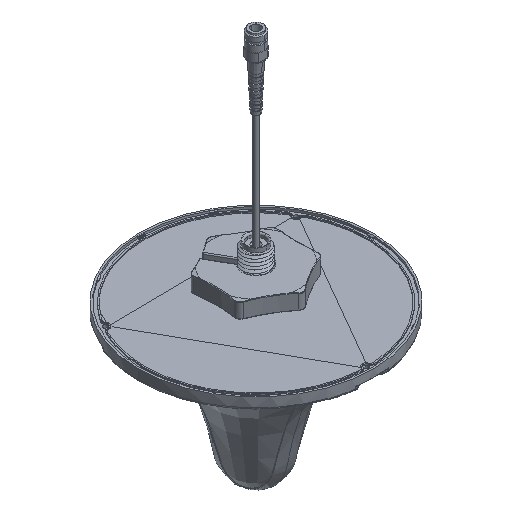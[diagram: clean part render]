
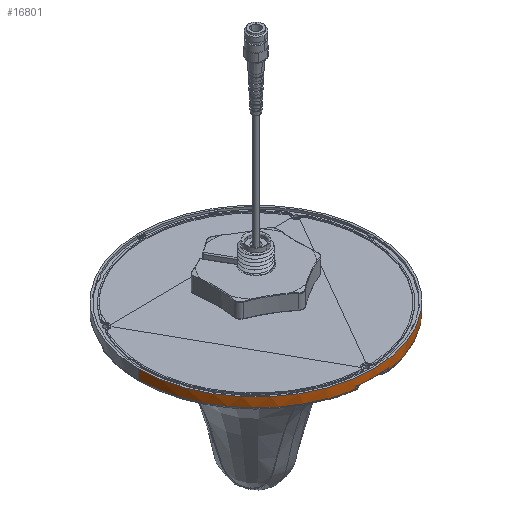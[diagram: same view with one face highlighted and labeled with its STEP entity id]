
A CAD part, isometric view. The second image highlights one B-rep face of the part: STEP entity #16801.
In plain terms, the highlighted conical face has half-angle 1.3 degrees and reference radius 112.297 mm.
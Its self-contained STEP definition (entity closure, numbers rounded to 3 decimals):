
#443 = B_SPLINE_CURVE_WITH_KNOTS ( 'NONE', 3,
 ( #6070, #17474, #33174, #2548 ),
 .UNSPECIFIED., .F., .F.,
 ( 4, 4 ),
 ( 0., 1. ),
 .UNSPECIFIED. ) ;
#603 = CARTESIAN_POINT ( 'NONE',  ( 37.129, -106.024, 5.772 ) ) ;
#642 = EDGE_CURVE ( 'NONE', #1239, #21130, #8040, .T. ) ;
#959 = CARTESIAN_POINT ( 'NONE',  ( -15.633, -111.269, 7.889 ) ) ;
#1239 = VERTEX_POINT ( 'NONE', #18820 ) ;
#1394 = CARTESIAN_POINT ( 'NONE',  ( 37.133, -106.027, 5.99 ) ) ;
#2425 = VERTEX_POINT ( 'NONE', #24099 ) ;
#2548 = CARTESIAN_POINT ( 'NONE',  ( -37.03, -106.024, 5.772 ) ) ;
#3668 = DIRECTION ( 'NONE',  ( 1., 0., 0. ) ) ;
#4005 = CARTESIAN_POINT ( 'NONE',  ( 15.731, -111.269, 7.889 ) ) ;
#4147 = EDGE_CURVE ( 'NONE', #11926, #10614, #29800, .T. ) ;
#4406 = CARTESIAN_POINT ( 'NONE',  ( 0.049, 0., 5.99 ) ) ;
#4511 = CARTESIAN_POINT ( 'NONE',  ( -37.034, -106.027, 5.99 ) ) ;
#4730 = CARTESIAN_POINT ( 'NONE',  ( -112.248, 0., 4.76 ) ) ;
#5172 = CIRCLE ( 'NONE', #31068, 112.325 ) ;
#6051 = DIRECTION ( 'NONE',  ( 0., 0., 1. ) ) ;
#6070 = CARTESIAN_POINT ( 'NONE',  ( -37.034, -106.027, 5.99 ) ) ;
#7402 = EDGE_CURVE ( 'NONE', #17329, #11926, #38184, .T. ) ;
#7630 = DIRECTION ( 'NONE',  ( -1., 0., 0. ) ) ;
#8040 = LINE ( 'NONE', #4730, #31123 ) ;
#8133 = DIRECTION ( 'NONE',  ( 0., 0., 1. ) ) ;
#8850 = B_SPLINE_CURVE_WITH_KNOTS ( 'NONE', 3,
 ( #4005, #44152, #20613, #19450 ),
 .UNSPECIFIED., .F., .F.,
 ( 4, 4 ),
 ( 0., 1. ),
 .UNSPECIFIED. ) ;
#8928 = EDGE_CURVE ( 'NONE', #13397, #2425, #5172, .T. ) ;
#9361 = FACE_OUTER_BOUND ( 'NONE', #13551, .T. ) ;
#9450 = DIRECTION ( 'NONE',  ( 0., 0., 1. ) ) ;
#10274 = AXIS2_PLACEMENT_3D ( 'NONE', #18302, #9450, #48704 ) ;
#10399 = EDGE_CURVE ( 'NONE', #13397, #16427, #19095, .T. ) ;
#10448 = CIRCLE ( 'NONE', #38761, 112.325 ) ;
#10614 = VERTEX_POINT ( 'NONE', #17976 ) ;
#10853 = CARTESIAN_POINT ( 'NONE',  ( 112.347, 0., 4.76 ) ) ;
#11467 = AXIS2_PLACEMENT_3D ( 'NONE', #13144, #6051, #47858 ) ;
#11926 = VERTEX_POINT ( 'NONE', #31199 ) ;
#12044 = CIRCLE ( 'NONE', #24141, 112.32 ) ;
#12592 = CARTESIAN_POINT ( 'NONE',  ( -15.671, -111.231, 6.478 ) ) ;
#12687 = CIRCLE ( 'NONE', #10274, 112.534 ) ;
#13144 = CARTESIAN_POINT ( 'NONE',  ( 0.049, 0., 4.76 ) ) ;
#13397 = VERTEX_POINT ( 'NONE', #1394 ) ;
#13551 = EDGE_LOOP ( 'NONE', ( #20887, #43940, #17324, #14453, #43624, #26742, #48126, #18150, #29768, #23251, #40176, #19685 ) ) ;
#14216 = DIRECTION ( 'NONE',  ( 0., 0., 1. ) ) ;
#14453 = ORIENTED_EDGE ( 'NONE', *, *, #39757, .T. ) ;
#15162 = DIRECTION ( 'NONE',  ( 0.023, 0., 1. ) ) ;
#16314 = VECTOR ( 'NONE', #15162, 1000. ) ;
#16427 = VERTEX_POINT ( 'NONE', #603 ) ;
#16801 = ADVANCED_FACE ( 'NONE', ( #9361 ), #33337, .T. ) ;
#16997 = VERTEX_POINT ( 'NONE', #4511 ) ;
#17048 = DIRECTION ( 'NONE',  ( 0., 0., 1. ) ) ;
#17324 = ORIENTED_EDGE ( 'NONE', *, *, #43629, .T. ) ;
#17329 = VERTEX_POINT ( 'NONE', #45709 ) ;
#17474 = CARTESIAN_POINT ( 'NONE',  ( -37.033, -106.026, 5.917 ) ) ;
#17857 = CARTESIAN_POINT ( 'NONE',  ( 15.789, -111.212, 5.772 ) ) ;
#17976 = CARTESIAN_POINT ( 'NONE',  ( 15.731, -111.269, 7.889 ) ) ;
#18150 = ORIENTED_EDGE ( 'NONE', *, *, #19932, .T. ) ;
#18302 = CARTESIAN_POINT ( 'NONE',  ( 0.049, 0., 15.2 ) ) ;
#18820 = CARTESIAN_POINT ( 'NONE',  ( -112.276, 0., 5.99 ) ) ;
#19095 = B_SPLINE_CURVE_WITH_KNOTS ( 'NONE', 3,
 ( #20536, #32691, #48144, #32437 ),
 .UNSPECIFIED., .F., .F.,
 ( 4, 4 ),
 ( 0., 1. ),
 .UNSPECIFIED. ) ;
#19202 = DIRECTION ( 'NONE',  ( -0.023, 0., 1. ) ) ;
#19450 = CARTESIAN_POINT ( 'NONE',  ( 15.789, -111.212, 5.772 ) ) ;
#19685 = ORIENTED_EDGE ( 'NONE', *, *, #38601, .F. ) ;
#19932 = EDGE_CURVE ( 'NONE', #33398, #16427, #24012, .T. ) ;
#20536 = CARTESIAN_POINT ( 'NONE',  ( 37.133, -106.027, 5.99 ) ) ;
#20613 = CARTESIAN_POINT ( 'NONE',  ( 15.77, -111.231, 6.478 ) ) ;
#20887 = ORIENTED_EDGE ( 'NONE', *, *, #642, .F. ) ;
#21130 = VERTEX_POINT ( 'NONE', #42092 ) ;
#22335 = CARTESIAN_POINT ( 'NONE',  ( 0.049, 0., 5.99 ) ) ;
#23046 = CARTESIAN_POINT ( 'NONE',  ( -15.69, -111.212, 5.772 ) ) ;
#23251 = ORIENTED_EDGE ( 'NONE', *, *, #8928, .T. ) ;
#24012 = CIRCLE ( 'NONE', #49094, 112.32 ) ;
#24099 = CARTESIAN_POINT ( 'NONE',  ( 112.375, 0., 5.99 ) ) ;
#24141 = AXIS2_PLACEMENT_3D ( 'NONE', #26378, #8133, #7630 ) ;
#25274 = EDGE_CURVE ( 'NONE', #2425, #28983, #45559, .T. ) ;
#26378 = CARTESIAN_POINT ( 'NONE',  ( 0.049, 0., 5.772 ) ) ;
#26538 = EDGE_CURVE ( 'NONE', #10614, #33398, #8850, .T. ) ;
#26742 = ORIENTED_EDGE ( 'NONE', *, *, #4147, .T. ) ;
#28983 = VERTEX_POINT ( 'NONE', #29235 ) ;
#29235 = CARTESIAN_POINT ( 'NONE',  ( 112.584, 0., 15.2 ) ) ;
#29521 = CARTESIAN_POINT ( 'NONE',  ( 0.049, 0., 5.772 ) ) ;
#29768 = ORIENTED_EDGE ( 'NONE', *, *, #10399, .F. ) ;
#29800 = CIRCLE ( 'NONE', #33072, 112.369 ) ;
#31068 = AXIS2_PLACEMENT_3D ( 'NONE', #22335, #14216, #34000 ) ;
#31123 = VECTOR ( 'NONE', #19202, 1000. ) ;
#31199 = CARTESIAN_POINT ( 'NONE',  ( -15.633, -111.269, 7.889 ) ) ;
#32437 = CARTESIAN_POINT ( 'NONE',  ( 37.129, -106.024, 5.772 ) ) ;
#32691 = CARTESIAN_POINT ( 'NONE',  ( 37.132, -106.026, 5.917 ) ) ;
#33072 = AXIS2_PLACEMENT_3D ( 'NONE', #44156, #17048, #47967 ) ;
#33174 = CARTESIAN_POINT ( 'NONE',  ( -37.032, -106.025, 5.845 ) ) ;
#33337 = CONICAL_SURFACE ( 'NONE', #11467, 112.298, 0.023 ) ;
#33398 = VERTEX_POINT ( 'NONE', #17857 ) ;
#34000 = DIRECTION ( 'NONE',  ( 1., 0., 0. ) ) ;
#35612 = CARTESIAN_POINT ( 'NONE',  ( -15.652, -111.25, 7.183 ) ) ;
#36557 = VERTEX_POINT ( 'NONE', #45408 ) ;
#38184 = B_SPLINE_CURVE_WITH_KNOTS ( 'NONE', 3,
 ( #23046, #12592, #35612, #959 ),
 .UNSPECIFIED., .F., .F.,
 ( 4, 4 ),
 ( 0., 1. ),
 .UNSPECIFIED. ) ;
#38354 = DIRECTION ( 'NONE',  ( 0., 0., 1. ) ) ;
#38601 = EDGE_CURVE ( 'NONE', #21130, #28983, #12687, .T. ) ;
#38761 = AXIS2_PLACEMENT_3D ( 'NONE', #4406, #38354, #3668 ) ;
#39757 = EDGE_CURVE ( 'NONE', #36557, #17329, #12044, .T. ) ;
#40176 = ORIENTED_EDGE ( 'NONE', *, *, #25274, .T. ) ;
#40379 = EDGE_CURVE ( 'NONE', #1239, #16997, #10448, .T. ) ;
#41177 = DIRECTION ( 'NONE',  ( 0., 0., 1. ) ) ;
#42092 = CARTESIAN_POINT ( 'NONE',  ( -112.485, 0., 15.2 ) ) ;
#43624 = ORIENTED_EDGE ( 'NONE', *, *, #7402, .T. ) ;
#43629 = EDGE_CURVE ( 'NONE', #16997, #36557, #443, .T. ) ;
#43940 = ORIENTED_EDGE ( 'NONE', *, *, #40379, .T. ) ;
#44152 = CARTESIAN_POINT ( 'NONE',  ( 15.751, -111.25, 7.183 ) ) ;
#44156 = CARTESIAN_POINT ( 'NONE',  ( 0.049, 0., 7.889 ) ) ;
#45408 = CARTESIAN_POINT ( 'NONE',  ( -37.03, -106.024, 5.772 ) ) ;
#45559 = LINE ( 'NONE', #10853, #16314 ) ;
#45709 = CARTESIAN_POINT ( 'NONE',  ( -15.69, -111.212, 5.772 ) ) ;
#47858 = DIRECTION ( 'NONE',  ( 1., 0., 0. ) ) ;
#47967 = DIRECTION ( 'NONE',  ( -1., 0., 0. ) ) ;
#48126 = ORIENTED_EDGE ( 'NONE', *, *, #26538, .T. ) ;
#48144 = CARTESIAN_POINT ( 'NONE',  ( 37.13, -106.025, 5.845 ) ) ;
#48704 = DIRECTION ( 'NONE',  ( 1., 0., 0. ) ) ;
#49094 = AXIS2_PLACEMENT_3D ( 'NONE', #29521, #41177, #49572 ) ;
#49572 = DIRECTION ( 'NONE',  ( -1., 0., 0. ) ) ;
